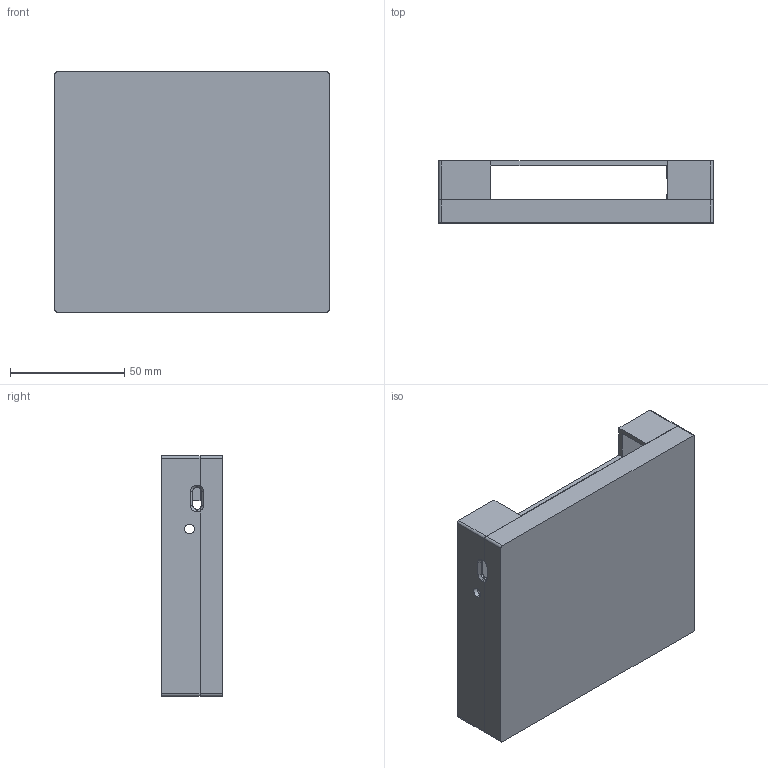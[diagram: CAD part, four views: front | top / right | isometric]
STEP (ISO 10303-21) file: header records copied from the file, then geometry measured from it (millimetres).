
FILE_DESCRIPTION (( 'STEP AP214' ), '1' );
FILE_NAME ('casing.STEP', '2023-08-02T08:16:27', ( 'Windows User' ), ( '' ), 'SwSTEP 2.0', 'SolidWorks 2022', '' );
FILE_SCHEMA (( 'AUTOMOTIVE_DESIGN' ));
Length unit declared in the file: millimetre
Products named in the file (1): casing
Bounding box: 120 x 27 x 105 mm (x, y, z)
Volume: 60208.5 mm3; surface area: 62405.5 mm2
Topology: 2 solids, 2 shells, 122 faces, 316 edges, 208 vertices
Faces by surface type: plane 71, cylinder 45, cone 6
Entity records: 3791 total; most frequent: CARTESIAN_POINT 667, DIRECTION 654, ORIENTED_EDGE 632, EDGE_CURVE 316, AXIS2_PLACEMENT_3D 219, VECTOR 216, LINE 216, VERTEX_POINT 208
